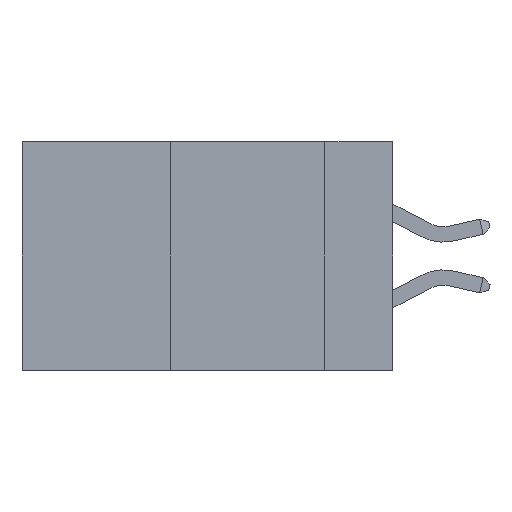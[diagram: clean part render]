
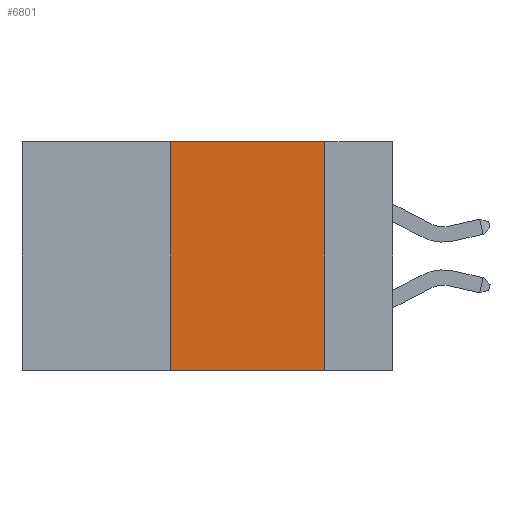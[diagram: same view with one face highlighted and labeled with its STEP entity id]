
A CAD part, left-side view. The second image highlights one B-rep face of the part: STEP entity #6801.
In plain terms, the highlighted planar face has unit normal (-1, 0, 0).
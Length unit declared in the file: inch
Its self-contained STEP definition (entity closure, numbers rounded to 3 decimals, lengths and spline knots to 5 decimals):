
#1598 = EDGE_CURVE ( 'NONE', #17394, #27269, #9494, .T. ) ;
#2835 = LINE ( 'NONE', #20712, #3194 ) ;
#3194 = VECTOR ( 'NONE', #29099, 39.37008 ) ;
#3396 = EDGE_CURVE ( 'NONE', #26086, #27269, #32354, .T. ) ;
#4025 = CARTESIAN_POINT ( 'NONE',  ( 0., 0.36, 0. ) ) ;
#6220 = CARTESIAN_POINT ( 'NONE',  ( 0., 0.36, -0.37 ) ) ;
#6396 = PLANE ( 'NONE',  #15698 ) ;
#6801 = ADVANCED_FACE ( 'NONE', ( #30771 ), #6396, .F. ) ;
#7091 = CARTESIAN_POINT ( 'NONE',  ( 0., 0.6, -0.37 ) ) ;
#7424 = CARTESIAN_POINT ( 'NONE',  ( 0., 0.11, 0. ) ) ;
#7763 = ORIENTED_EDGE ( 'NONE', *, *, #3396, .T. ) ;
#8917 = ORIENTED_EDGE ( 'NONE', *, *, #12172, .F. ) ;
#9265 = DIRECTION ( 'NONE',  ( 0., 0., -1. ) ) ;
#9494 = LINE ( 'NONE', #7424, #16503 ) ;
#9699 = DIRECTION ( 'NONE',  ( 0., -1., 0. ) ) ;
#10398 = CARTESIAN_POINT ( 'NONE',  ( 0., 0.36, 0. ) ) ;
#12172 = EDGE_CURVE ( 'NONE', #16469, #17394, #2835, .T. ) ;
#13099 = DIRECTION ( 'NONE',  ( 0., 0., 1. ) ) ;
#13796 = VECTOR ( 'NONE', #9699, 39.37008 ) ;
#14290 = DIRECTION ( 'NONE',  ( 0., 0., -1. ) ) ;
#15167 = CARTESIAN_POINT ( 'NONE',  ( 0., 0.11, -0.37 ) ) ;
#15238 = VECTOR ( 'NONE', #13099, 39.37008 ) ;
#15698 = AXIS2_PLACEMENT_3D ( 'NONE', #34190, #26170, #9265 ) ;
#16469 = VERTEX_POINT ( 'NONE', #4025 ) ;
#16503 = VECTOR ( 'NONE', #14290, 39.37008 ) ;
#17394 = VERTEX_POINT ( 'NONE', #19358 ) ;
#18816 = EDGE_LOOP ( 'NONE', ( #35106, #8917, #18979, #7763 ) ) ;
#18979 = ORIENTED_EDGE ( 'NONE', *, *, #31988, .F. ) ;
#19358 = CARTESIAN_POINT ( 'NONE',  ( 0., 0.11, 0. ) ) ;
#20712 = CARTESIAN_POINT ( 'NONE',  ( 0., 0.6, 0. ) ) ;
#26086 = VERTEX_POINT ( 'NONE', #6220 ) ;
#26170 = DIRECTION ( 'NONE',  ( 1., 0., 0. ) ) ;
#27269 = VERTEX_POINT ( 'NONE', #15167 ) ;
#28480 = LINE ( 'NONE', #10398, #15238 ) ;
#29099 = DIRECTION ( 'NONE',  ( 0., -1., 0. ) ) ;
#30771 = FACE_OUTER_BOUND ( 'NONE', #18816, .T. ) ;
#31988 = EDGE_CURVE ( 'NONE', #26086, #16469, #28480, .T. ) ;
#32354 = LINE ( 'NONE', #7091, #13796 ) ;
#34190 = CARTESIAN_POINT ( 'NONE',  ( 0., 0.6, 0. ) ) ;
#35106 = ORIENTED_EDGE ( 'NONE', *, *, #1598, .F. ) ;
